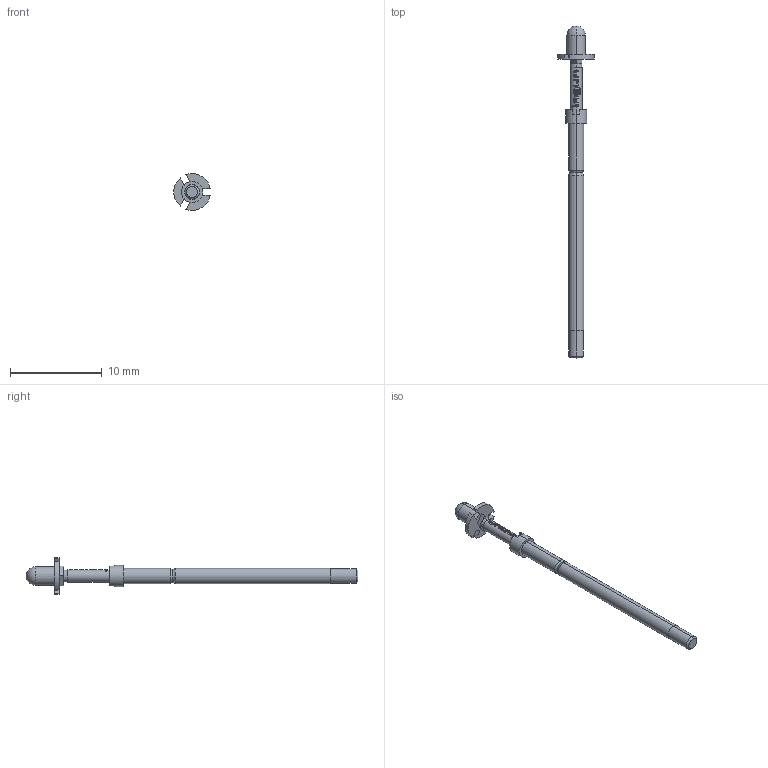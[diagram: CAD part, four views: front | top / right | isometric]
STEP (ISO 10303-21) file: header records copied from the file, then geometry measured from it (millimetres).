
FILE_DESCRIPTION (( 'STEP AP203' ), '1' );
FILE_NAME ('INGUN_T-912_305_200_310_400Axx02M.STEP', '2023-09-04T05:51:07', ( '' ), ( '' ), 'SwSTEP 2.0', 'SolidWorks 2021', '' );
FILE_SCHEMA (( 'CONFIG_CONTROL_DESIGN' ));
Length unit declared in the file: millimetre
Products named in the file (1): INGUN_T-912_305_200_310_400Axx02M
Bounding box: 3.97 x 36.1 x 4 mm (x, y, z)
Volume: 81.1 mm3; surface area: 219 mm2
Topology: 1 solids, 1 shells, 128 faces, 352 edges, 229 vertices
Faces by surface type: bspline 61, plane 31, cylinder 26, torus 4, cone 4, sphere 2
Entity records: 5261 total; most frequent: CARTESIAN_POINT 2491, ORIENTED_EDGE 696, EDGE_CURVE 348, DIRECTION 336, VERTEX_POINT 227, B_SPLINE_CURVE_WITH_KNOTS 204, EDGE_LOOP 133, FACE_OUTER_BOUND 128
